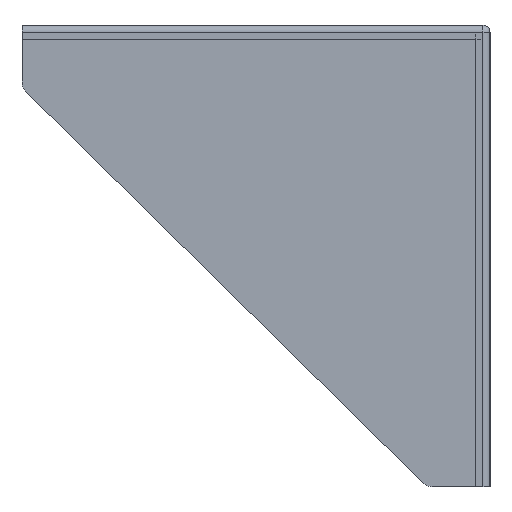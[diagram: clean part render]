
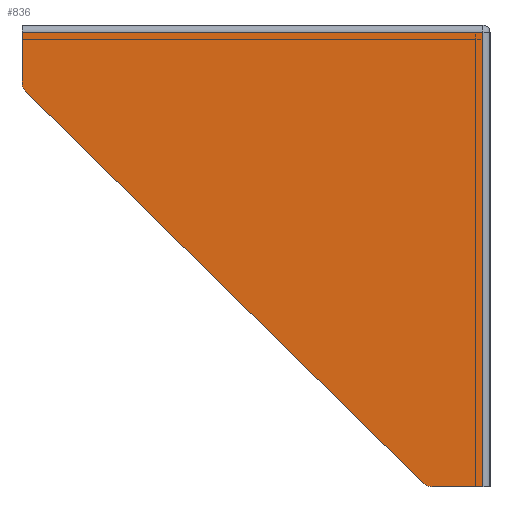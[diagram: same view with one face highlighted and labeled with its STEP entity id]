
A CAD part, left-side view. The second image highlights one B-rep face of the part: STEP entity #836.
In plain terms, the highlighted planar face has unit normal (-1, 0, 0).
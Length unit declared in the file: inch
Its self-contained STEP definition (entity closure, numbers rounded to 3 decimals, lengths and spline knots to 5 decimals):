
#14 = AXIS2_PLACEMENT_3D ( 'NONE', #3717, #4097, #365 ) ;
#161 = VECTOR ( 'NONE', #3246, 39.37008 ) ;
#365 = DIRECTION ( 'NONE',  ( 0., 0., -1. ) ) ;
#427 = VERTEX_POINT ( 'NONE', #1334 ) ;
#515 = AXIS2_PLACEMENT_3D ( 'NONE', #4328, #3989, #1330 ) ;
#638 = CARTESIAN_POINT ( 'NONE',  ( -9.625, -1.94, -1.9725 ) ) ;
#796 = CARTESIAN_POINT ( 'NONE',  ( -9.625, 2., 1.9125 ) ) ;
#833 = LINE ( 'NONE', #3430, #1665 ) ;
#836 = ADVANCED_FACE ( 'NONE', ( #1248 ), #3101, .F. ) ;
#922 = ORIENTED_EDGE ( 'NONE', *, *, #1411, .T. ) ;
#1054 = CARTESIAN_POINT ( 'NONE',  ( -9.625, 2., -1.9725 ) ) ;
#1066 = CARTESIAN_POINT ( 'NONE',  ( -9.625, -1.94, 1.9125 ) ) ;
#1096 = ORIENTED_EDGE ( 'NONE', *, *, #2037, .T. ) ;
#1228 = VECTOR ( 'NONE', #2774, 39.37008 ) ;
#1248 = FACE_OUTER_BOUND ( 'NONE', #2191, .T. ) ;
#1330 = DIRECTION ( 'NONE',  ( 0., 0., -1. ) ) ;
#1334 = CARTESIAN_POINT ( 'NONE',  ( -9.625, -1.43481, -1.94377 ) ) ;
#1411 = EDGE_CURVE ( 'NONE', #2782, #3075, #2751, .T. ) ;
#1554 = VERTEX_POINT ( 'NONE', #796 ) ;
#1603 = CARTESIAN_POINT ( 'NONE',  ( -9.625, -1.464, -1.9725 ) ) ;
#1610 = CARTESIAN_POINT ( 'NONE',  ( -9.625, 2., 1.9725 ) ) ;
#1651 = EDGE_CURVE ( 'NONE', #2782, #1554, #2514, .T. ) ;
#1665 = VECTOR ( 'NONE', #3028, 39.37008 ) ;
#1830 = ORIENTED_EDGE ( 'NONE', *, *, #3915, .T. ) ;
#2037 = EDGE_CURVE ( 'NONE', #2699, #4500, #4795, .T. ) ;
#2057 = EDGE_CURVE ( 'NONE', #427, #2699, #2930, .T. ) ;
#2191 = EDGE_LOOP ( 'NONE', ( #4375, #3580, #1096, #2898, #1830, #4797, #922 ) ) ;
#2350 = CARTESIAN_POINT ( 'NONE',  ( -9.625, 2., 1.47839 ) ) ;
#2365 = LINE ( 'NONE', #2375, #3134 ) ;
#2375 = CARTESIAN_POINT ( 'NONE',  ( -9.625, 2., 1.9125 ) ) ;
#2514 = LINE ( 'NONE', #4655, #1228 ) ;
#2699 = VERTEX_POINT ( 'NONE', #4423 ) ;
#2751 = CIRCLE ( 'NONE', #515, 0.1 ) ;
#2763 = DIRECTION ( 'NONE',  ( 0., 0.713, 0.701 ) ) ;
#2774 = DIRECTION ( 'NONE',  ( 0., 0., 1. ) ) ;
#2782 = VERTEX_POINT ( 'NONE', #2350 ) ;
#2898 = ORIENTED_EDGE ( 'NONE', *, *, #4671, .T. ) ;
#2930 = CIRCLE ( 'NONE', #14, 0.1 ) ;
#3028 = DIRECTION ( 'NONE',  ( 0., 0., 1. ) ) ;
#3075 = VERTEX_POINT ( 'NONE', #3373 ) ;
#3101 = PLANE ( 'NONE',  #4246 ) ;
#3134 = VECTOR ( 'NONE', #3886, 39.37008 ) ;
#3213 = VECTOR ( 'NONE', #2763, 39.37008 ) ;
#3246 = DIRECTION ( 'NONE',  ( 0., -1., 0. ) ) ;
#3269 = EDGE_CURVE ( 'NONE', #427, #3075, #4440, .T. ) ;
#3373 = CARTESIAN_POINT ( 'NONE',  ( -9.625, 1.97014, 1.40712 ) ) ;
#3412 = DIRECTION ( 'NONE',  ( 1., 0., 0. ) ) ;
#3430 = CARTESIAN_POINT ( 'NONE',  ( -9.625, -1.94, 1.9725 ) ) ;
#3580 = ORIENTED_EDGE ( 'NONE', *, *, #2057, .T. ) ;
#3717 = CARTESIAN_POINT ( 'NONE',  ( -9.625, -1.50495, -1.8725 ) ) ;
#3886 = DIRECTION ( 'NONE',  ( 0., 1., 0. ) ) ;
#3915 = EDGE_CURVE ( 'NONE', #4558, #1554, #2365, .T. ) ;
#3989 = DIRECTION ( 'NONE',  ( -1., 0., 0. ) ) ;
#4097 = DIRECTION ( 'NONE',  ( -1., 0., 0. ) ) ;
#4220 = DIRECTION ( 'NONE',  ( 0., 0., -1. ) ) ;
#4246 = AXIS2_PLACEMENT_3D ( 'NONE', #1610, #3412, #4220 ) ;
#4328 = CARTESIAN_POINT ( 'NONE',  ( -9.625, 1.9, 1.47839 ) ) ;
#4375 = ORIENTED_EDGE ( 'NONE', *, *, #3269, .F. ) ;
#4423 = CARTESIAN_POINT ( 'NONE',  ( -9.625, -1.50495, -1.9725 ) ) ;
#4440 = LINE ( 'NONE', #1603, #3213 ) ;
#4500 = VERTEX_POINT ( 'NONE', #638 ) ;
#4558 = VERTEX_POINT ( 'NONE', #1066 ) ;
#4655 = CARTESIAN_POINT ( 'NONE',  ( -9.625, 2., 1.9725 ) ) ;
#4671 = EDGE_CURVE ( 'NONE', #4500, #4558, #833, .T. ) ;
#4795 = LINE ( 'NONE', #1054, #161 ) ;
#4797 = ORIENTED_EDGE ( 'NONE', *, *, #1651, .F. ) ;
